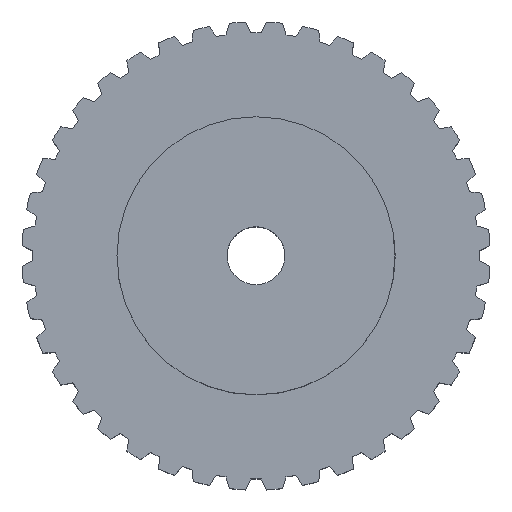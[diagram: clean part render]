
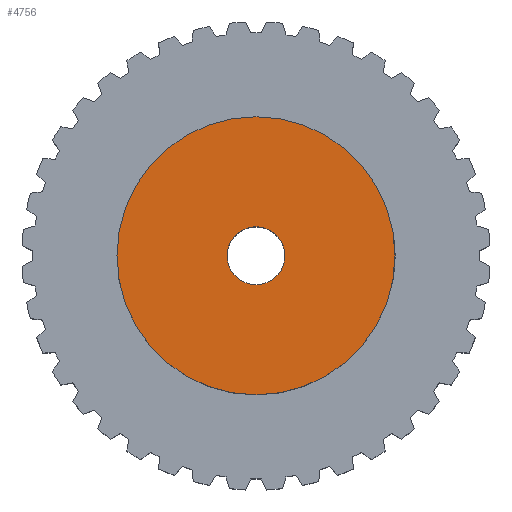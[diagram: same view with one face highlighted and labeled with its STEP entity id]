
A CAD part, top view. The second image highlights one B-rep face of the part: STEP entity #4756.
In plain terms, the highlighted planar face has unit normal (0, 0, 1).
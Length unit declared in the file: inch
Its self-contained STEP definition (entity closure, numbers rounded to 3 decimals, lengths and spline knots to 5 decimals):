
#216 = ORIENTED_EDGE ( 'NONE', *, *, #4170, .F. ) ;
#217 = ORIENTED_EDGE ( 'NONE', *, *, #4186, .F. ) ;
#218 = ORIENTED_EDGE ( 'NONE', *, *, #4192, .T. ) ;
#219 = ORIENTED_EDGE ( 'NONE', *, *, #4184, .T. ) ;
#595 = AXIS2_PLACEMENT_3D ( 'NONE', #4225, #4222, #4221 ) ;
#893 = VERTEX_POINT ( 'NONE', #3743 ) ;
#894 = VERTEX_POINT ( 'NONE', #3742 ) ;
#906 = VERTEX_POINT ( 'NONE', #3730 ) ;
#907 = VERTEX_POINT ( 'NONE', #3729 ) ;
#1568 = CARTESIAN_POINT ( 'NONE',  ( 0., 0., 0.5 ) ) ;
#1645 = DIRECTION ( 'NONE',  ( 1., 0., 0. ) ) ;
#1646 = DIRECTION ( 'NONE',  ( 0., 0., 1. ) ) ;
#1699 = EDGE_LOOP ( 'NONE', ( #218, #219 ) ) ;
#1703 = EDGE_LOOP ( 'NONE', ( #216, #217 ) ) ;
#2093 = FACE_BOUND ( 'NONE', #1703, .T. ) ;
#2101 = FACE_OUTER_BOUND ( 'NONE', #1699, .T. ) ;
#2797 = AXIS2_PLACEMENT_3D ( 'NONE', #2964, #2960, #2958 ) ;
#2801 = AXIS2_PLACEMENT_3D ( 'NONE', #1568, #1646, #1645 ) ;
#2810 = AXIS2_PLACEMENT_3D ( 'NONE', #2944, #2938, #2937 ) ;
#2814 = AXIS2_PLACEMENT_3D ( 'NONE', #2932, #2929, #2928 ) ;
#2928 = DIRECTION ( 'NONE',  ( 1., 0., 0. ) ) ;
#2929 = DIRECTION ( 'NONE',  ( 0., 0., 1. ) ) ;
#2932 = CARTESIAN_POINT ( 'NONE',  ( 0., 0., 0.5 ) ) ;
#2937 = DIRECTION ( 'NONE',  ( 1., 0., 0. ) ) ;
#2938 = DIRECTION ( 'NONE',  ( 0., 0., 1. ) ) ;
#2944 = CARTESIAN_POINT ( 'NONE',  ( 0., 0., 0.5 ) ) ;
#2958 = DIRECTION ( 'NONE',  ( 1., 0., 0. ) ) ;
#2960 = DIRECTION ( 'NONE',  ( 0., 0., 1. ) ) ;
#2964 = CARTESIAN_POINT ( 'NONE',  ( 0., 0., 0.5 ) ) ;
#3729 = CARTESIAN_POINT ( 'NONE',  ( 0.75, 0., 0.5 ) ) ;
#3730 = CARTESIAN_POINT ( 'NONE',  ( -0.75, 0., 0.5 ) ) ;
#3742 = CARTESIAN_POINT ( 'NONE',  ( 0.15625, 0., 0.5 ) ) ;
#3743 = CARTESIAN_POINT ( 'NONE',  ( -0.15625, 0., 0.5 ) ) ;
#4170 = EDGE_CURVE ( 'NONE', #894, #893, #5368, .T. ) ;
#4184 = EDGE_CURVE ( 'NONE', #906, #907, #5386, .T. ) ;
#4186 = EDGE_CURVE ( 'NONE', #893, #894, #5389, .T. ) ;
#4192 = EDGE_CURVE ( 'NONE', #907, #906, #5396, .T. ) ;
#4221 = DIRECTION ( 'NONE',  ( -1., 0., 0. ) ) ;
#4222 = DIRECTION ( 'NONE',  ( 0., 0., -1. ) ) ;
#4224 = PLANE ( 'NONE',  #595 ) ;
#4225 = CARTESIAN_POINT ( 'NONE',  ( 0., -0.15625, 0.5 ) ) ;
#4756 = ADVANCED_FACE ( 'NONE', ( #2093, #2101 ), #4224, .F. ) ;
#5368 = CIRCLE ( 'NONE', #2801, 0.15625 ) ;
#5386 = CIRCLE ( 'NONE', #2797, 0.75 ) ;
#5389 = CIRCLE ( 'NONE', #2810, 0.15625 ) ;
#5396 = CIRCLE ( 'NONE', #2814, 0.75 ) ;
